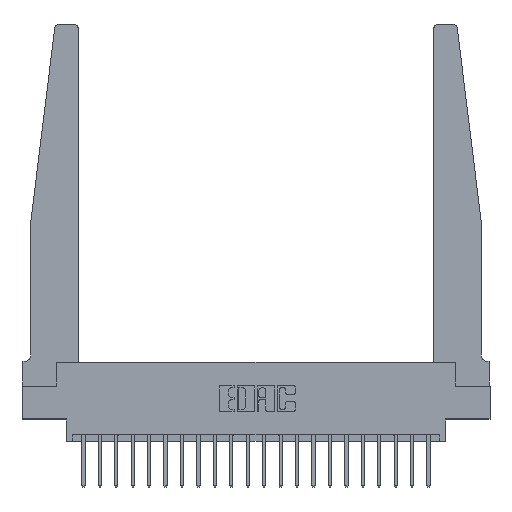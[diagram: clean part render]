
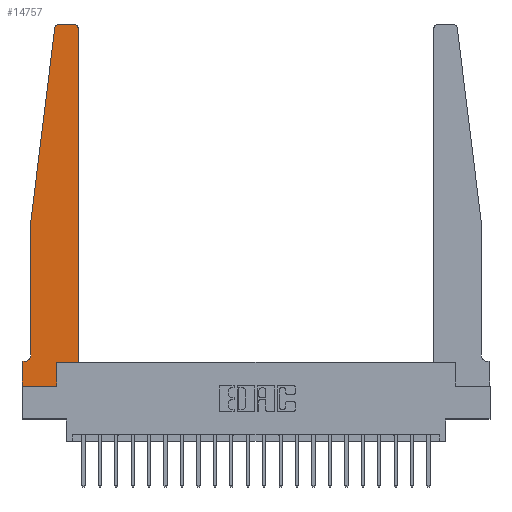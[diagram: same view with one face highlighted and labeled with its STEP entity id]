
A CAD part, top view. The second image highlights one B-rep face of the part: STEP entity #14757.
In plain terms, the highlighted planar face has unit normal (0, 0, 1).
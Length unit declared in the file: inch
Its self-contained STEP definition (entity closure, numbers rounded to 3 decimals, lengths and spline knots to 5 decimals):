
#949 = VECTOR ( 'NONE', #2861, 39.37008 ) ;
#1143 = CARTESIAN_POINT ( 'NONE',  ( 0.065, 1.25, 0.37 ) ) ;
#1298 = VECTOR ( 'NONE', #18232, 39.37008 ) ;
#2061 = CARTESIAN_POINT ( 'NONE',  ( 0.425, 0.18, 0.37 ) ) ;
#2653 = VERTEX_POINT ( 'NONE', #10523 ) ;
#2831 = ORIENTED_EDGE ( 'NONE', *, *, #18235, .T. ) ;
#2861 = DIRECTION ( 'NONE',  ( 0., 1., 0. ) ) ;
#3271 = AXIS2_PLACEMENT_3D ( 'NONE', #13033, #18245, #7829 ) ;
#3325 = DIRECTION ( 'NONE',  ( 0., -1., 0. ) ) ;
#3360 = DIRECTION ( 'NONE',  ( -0.122, -0.992, 0. ) ) ;
#3702 = AXIS2_PLACEMENT_3D ( 'NONE', #15967, #3777, #19614 ) ;
#3777 = DIRECTION ( 'NONE',  ( 0., 0., 1. ) ) ;
#3789 = VECTOR ( 'NONE', #7366, 39.37008 ) ;
#4077 = CARTESIAN_POINT ( 'NONE',  ( 0.425, 0.18, 0.37 ) ) ;
#4471 = ORIENTED_EDGE ( 'NONE', *, *, #14372, .T. ) ;
#4633 = PLANE ( 'NONE',  #11774 ) ;
#4683 = ORIENTED_EDGE ( 'NONE', *, *, #15647, .T. ) ;
#4873 = VERTEX_POINT ( 'NONE', #16455 ) ;
#5174 = VERTEX_POINT ( 'NONE', #8862 ) ;
#5372 = VERTEX_POINT ( 'NONE', #13368 ) ;
#5443 = EDGE_CURVE ( 'NONE', #16122, #10412, #21175, .T. ) ;
#6026 = LINE ( 'NONE', #11311, #1298 ) ;
#6322 = EDGE_CURVE ( 'NONE', #6586, #20576, #18857, .T. ) ;
#6536 = VERTEX_POINT ( 'NONE', #9758 ) ;
#6586 = VERTEX_POINT ( 'NONE', #6944 ) ;
#6795 = EDGE_CURVE ( 'NONE', #9275, #6586, #20710, .T. ) ;
#6944 = CARTESIAN_POINT ( 'NONE',  ( 0.24675, 2.72367, 0.37 ) ) ;
#6990 = ORIENTED_EDGE ( 'NONE', *, *, #10208, .T. ) ;
#7366 = DIRECTION ( 'NONE',  ( 1., 0., 0. ) ) ;
#7734 = VECTOR ( 'NONE', #12177, 39.37008 ) ;
#7790 = DIRECTION ( 'NONE',  ( 0., 0., 1. ) ) ;
#7829 = DIRECTION ( 'NONE',  ( -1., 0., 0. ) ) ;
#8058 = ORIENTED_EDGE ( 'NONE', *, *, #14465, .T. ) ;
#8088 = ORIENTED_EDGE ( 'NONE', *, *, #19381, .T. ) ;
#8355 = CARTESIAN_POINT ( 'NONE',  ( 0.065, 0.1875, 0.37 ) ) ;
#8588 = VERTEX_POINT ( 'NONE', #4077 ) ;
#8862 = CARTESIAN_POINT ( 'NONE',  ( 0.2605, 0., 0.37 ) ) ;
#8917 = ORIENTED_EDGE ( 'NONE', *, *, #21570, .T. ) ;
#9026 = VECTOR ( 'NONE', #3325, 39.37008 ) ;
#9275 = VERTEX_POINT ( 'NONE', #11606 ) ;
#9727 = EDGE_CURVE ( 'NONE', #5372, #6536, #21825, .T. ) ;
#9758 = CARTESIAN_POINT ( 'NONE',  ( 0.395, 2.75, 0.37 ) ) ;
#10208 = EDGE_CURVE ( 'NONE', #10412, #5174, #20698, .T. ) ;
#10412 = VERTEX_POINT ( 'NONE', #18508 ) ;
#10523 = CARTESIAN_POINT ( 'NONE',  ( 0.065, 0.2375, 0.37 ) ) ;
#10847 = ORIENTED_EDGE ( 'NONE', *, *, #11335, .T. ) ;
#11311 = CARTESIAN_POINT ( 'NONE',  ( 0.065, 1.25, 0.37 ) ) ;
#11335 = EDGE_CURVE ( 'NONE', #14153, #8588, #19269, .T. ) ;
#11606 = CARTESIAN_POINT ( 'NONE',  ( 0.27653, 2.75, 0.37 ) ) ;
#11692 = CARTESIAN_POINT ( 'NONE',  ( 0.2605, 0.18, 0.37 ) ) ;
#11774 = AXIS2_PLACEMENT_3D ( 'NONE', #14781, #7790, #14891 ) ;
#11785 = LINE ( 'NONE', #22118, #949 ) ;
#12007 = DIRECTION ( 'NONE',  ( 1., 0., 0. ) ) ;
#12177 = DIRECTION ( 'NONE',  ( 1., 0., 0. ) ) ;
#12257 = DIRECTION ( 'NONE',  ( 0., 1., 0. ) ) ;
#12766 = AXIS2_PLACEMENT_3D ( 'NONE', #15270, #15616, #12007 ) ;
#12867 = FACE_OUTER_BOUND ( 'NONE', #13637, .T. ) ;
#12976 = VECTOR ( 'NONE', #16949, 39.37008 ) ;
#13010 = VECTOR ( 'NONE', #12257, 39.37008 ) ;
#13033 = CARTESIAN_POINT ( 'NONE',  ( 0.015, 0.2375, 0.37 ) ) ;
#13368 = CARTESIAN_POINT ( 'NONE',  ( 0.425, 2.72, 0.37 ) ) ;
#13637 = EDGE_LOOP ( 'NONE', ( #4471, #19830, #22059, #8058, #8088, #2831, #22247, #6990, #4683, #10847, #8917, #14983 ) ) ;
#13727 = CIRCLE ( 'NONE', #3271, 0.05 ) ;
#13877 = LINE ( 'NONE', #8355, #12976 ) ;
#14153 = VERTEX_POINT ( 'NONE', #11692 ) ;
#14372 = EDGE_CURVE ( 'NONE', #6536, #9275, #21527, .T. ) ;
#14465 = EDGE_CURVE ( 'NONE', #20576, #2653, #6026, .T. ) ;
#14757 = ADVANCED_FACE ( 'NONE', ( #12867 ), #4633, .T. ) ;
#14781 = CARTESIAN_POINT ( 'NONE',  ( 0., 0.1875, 0.37 ) ) ;
#14809 = DIRECTION ( 'NONE',  ( -1., 0., 0. ) ) ;
#14891 = DIRECTION ( 'NONE',  ( 1., 0., 0. ) ) ;
#14983 = ORIENTED_EDGE ( 'NONE', *, *, #9727, .T. ) ;
#15188 = LINE ( 'NONE', #17250, #13010 ) ;
#15270 = CARTESIAN_POINT ( 'NONE',  ( 0.395, 2.72, 0.37 ) ) ;
#15519 = CARTESIAN_POINT ( 'NONE',  ( 0., 0., 0.37 ) ) ;
#15616 = DIRECTION ( 'NONE',  ( 0., 0., 1. ) ) ;
#15647 = EDGE_CURVE ( 'NONE', #5174, #14153, #11785, .T. ) ;
#15776 = CARTESIAN_POINT ( 'NONE',  ( 0., 0., 0.37 ) ) ;
#15967 = CARTESIAN_POINT ( 'NONE',  ( 0.27653, 2.72, 0.37 ) ) ;
#16122 = VERTEX_POINT ( 'NONE', #22400 ) ;
#16455 = CARTESIAN_POINT ( 'NONE',  ( 0.015, 0.1875, 0.37 ) ) ;
#16949 = DIRECTION ( 'NONE',  ( -1., 0., 0. ) ) ;
#17250 = CARTESIAN_POINT ( 'NONE',  ( 0.425, 0.18, 0.37 ) ) ;
#18232 = DIRECTION ( 'NONE',  ( 0., -1., 0. ) ) ;
#18235 = EDGE_CURVE ( 'NONE', #4873, #16122, #13877, .T. ) ;
#18245 = DIRECTION ( 'NONE',  ( 0., 0., -1. ) ) ;
#18339 = CARTESIAN_POINT ( 'NONE',  ( 0.25, 2.75, 0.37 ) ) ;
#18508 = CARTESIAN_POINT ( 'NONE',  ( 0., 0., 0.37 ) ) ;
#18857 = LINE ( 'NONE', #18973, #21147 ) ;
#18973 = CARTESIAN_POINT ( 'NONE',  ( 0.065, 1.25, 0.37 ) ) ;
#19269 = LINE ( 'NONE', #2061, #3789 ) ;
#19381 = EDGE_CURVE ( 'NONE', #2653, #4873, #13727, .T. ) ;
#19614 = DIRECTION ( 'NONE',  ( 1., 0., 0. ) ) ;
#19830 = ORIENTED_EDGE ( 'NONE', *, *, #6795, .T. ) ;
#20576 = VERTEX_POINT ( 'NONE', #1143 ) ;
#20698 = LINE ( 'NONE', #15776, #7734 ) ;
#20710 = CIRCLE ( 'NONE', #3702, 0.03 ) ;
#21147 = VECTOR ( 'NONE', #3360, 39.37008 ) ;
#21175 = LINE ( 'NONE', #15519, #9026 ) ;
#21527 = LINE ( 'NONE', #18339, #22260 ) ;
#21570 = EDGE_CURVE ( 'NONE', #8588, #5372, #15188, .T. ) ;
#21825 = CIRCLE ( 'NONE', #12766, 0.03 ) ;
#22059 = ORIENTED_EDGE ( 'NONE', *, *, #6322, .T. ) ;
#22118 = CARTESIAN_POINT ( 'NONE',  ( 0.2605, 0.18, 0.37 ) ) ;
#22247 = ORIENTED_EDGE ( 'NONE', *, *, #5443, .T. ) ;
#22260 = VECTOR ( 'NONE', #14809, 39.37008 ) ;
#22400 = CARTESIAN_POINT ( 'NONE',  ( 0., 0.1875, 0.37 ) ) ;
